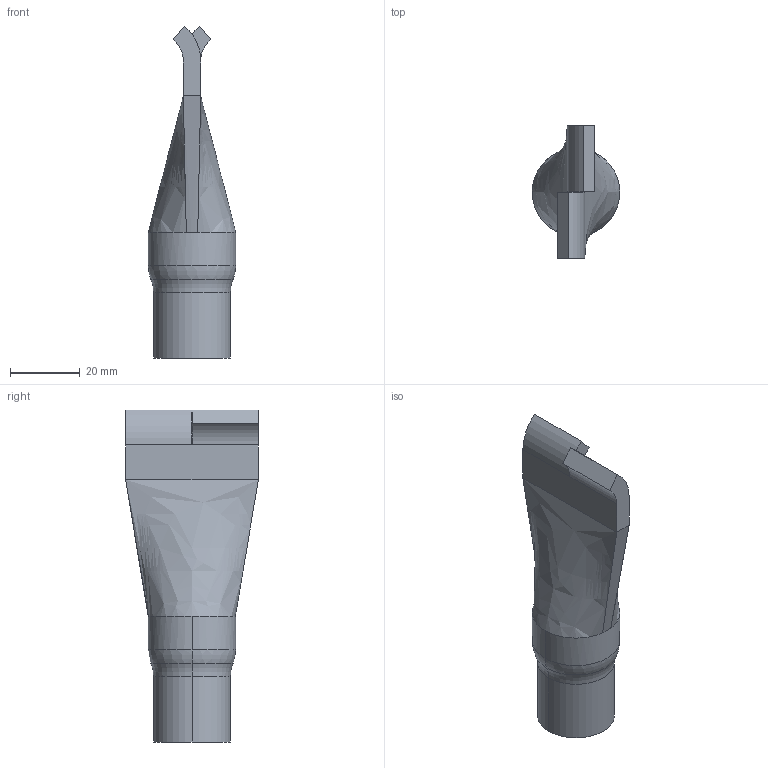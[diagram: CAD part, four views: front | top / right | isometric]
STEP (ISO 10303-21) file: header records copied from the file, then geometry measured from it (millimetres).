
FILE_DESCRIPTION (( 'STEP AP203' ), '1' );
FILE_NAME ('125-M18-MH.step', '2019-09-10T07:24:54', ( '' ), ( '' ), 'SwSTEP 2.0', 'SolidWorks 2015', '' );
FILE_SCHEMA (( 'CONFIG_CONTROL_DESIGN' ));
Length unit declared in the file: millimetre
Products named in the file (1): 125-M18-MH
Bounding box: 25 x 38 x 95 mm (x, y, z)
Volume: 19022.8 mm3; surface area: 11959.1 mm2
Topology: 1 solids, 1 shells, 277 faces, 728 edges, 470 vertices
Faces by surface type: plane 136, bspline 87, cylinder 44, torus 6, cone 4
Entity records: 16327 total; most frequent: CARTESIAN_POINT 10065, ORIENTED_EDGE 1456, DIRECTION 1012, EDGE_CURVE 728, VERTEX_POINT 470, LINE 370, VECTOR 370, AXIS2_PLACEMENT_3D 321
